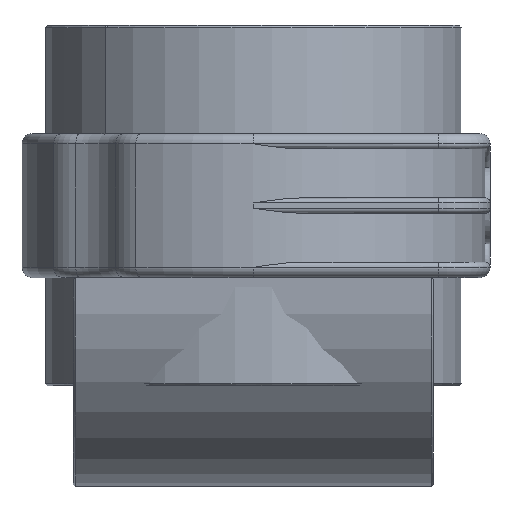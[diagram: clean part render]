
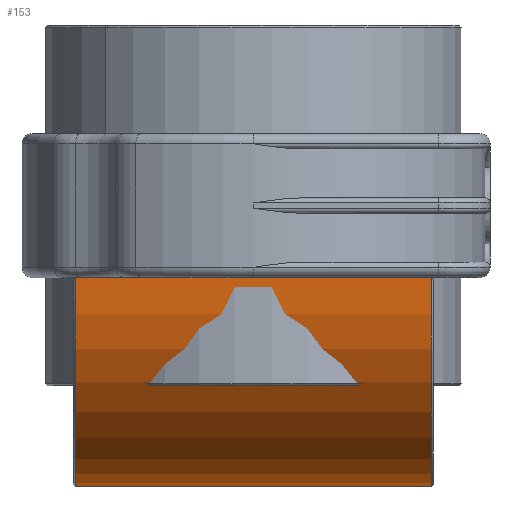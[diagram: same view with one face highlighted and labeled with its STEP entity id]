
A CAD part, left-side view. The second image highlights one B-rep face of the part: STEP entity #153.
In plain terms, the highlighted cylindrical face has radius 20.3 mm (diameter 40.6 mm), a partial arc.
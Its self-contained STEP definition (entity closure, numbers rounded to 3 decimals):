
#153 = ADVANCED_FACE( '', ( #383 ), #384, .T. );
#383 = FACE_OUTER_BOUND( '', #695, .T. );
#384 = CYLINDRICAL_SURFACE( '', #696, 20.3 );
#695 = EDGE_LOOP( '', ( #1058, #1059, #1060, #1061 ) );
#696 = AXIS2_PLACEMENT_3D( '', #1062, #1063, #1064 );
#1058 = ORIENTED_EDGE( '', *, *, #1874, .T. );
#1059 = ORIENTED_EDGE( '', *, *, #1875, .T. );
#1060 = ORIENTED_EDGE( '', *, *, #1876, .F. );
#1061 = ORIENTED_EDGE( '', *, *, #1877, .T. );
#1062 = CARTESIAN_POINT( '', ( 0., -17.5, 0. ) );
#1063 = DIRECTION( '', ( 0., -1., 0. ) );
#1064 = DIRECTION( '', ( 0., 0., 1. ) );
#1874 = EDGE_CURVE( '', #2243, #2244, #2245, .T. );
#1875 = EDGE_CURVE( '', #2244, #2246, #2247, .F. );
#1876 = EDGE_CURVE( '', #2248, #2246, #2249, .T. );
#1877 = EDGE_CURVE( '', #2248, #2243, #2250, .T. );
#2243 = VERTEX_POINT( '', #2733 );
#2244 = VERTEX_POINT( '', #2734 );
#2245 = LINE( '', #2735, #2736 );
#2246 = VERTEX_POINT( '', #2737 );
#2247 = CIRCLE( '', #2738, 20.3 );
#2248 = VERTEX_POINT( '', #2739 );
#2249 = LINE( '', #2740, #2741 );
#2250 = CIRCLE( '', #2742, 20.3 );
#2733 = CARTESIAN_POINT( '', ( -20.3, -17.3, 0. ) );
#2734 = CARTESIAN_POINT( '', ( -20.3, 17.3, 0. ) );
#2735 = CARTESIAN_POINT( '', ( -20.3, -17.5, 0. ) );
#2736 = VECTOR( '', #3361, 1000. );
#2737 = CARTESIAN_POINT( '', ( 20.3, 17.3, 0. ) );
#2738 = AXIS2_PLACEMENT_3D( '', #3362, #3363, #3364 );
#2739 = CARTESIAN_POINT( '', ( 20.3, -17.3, 0. ) );
#2740 = CARTESIAN_POINT( '', ( 20.3, -17.5, 0. ) );
#2741 = VECTOR( '', #3365, 1000. );
#2742 = AXIS2_PLACEMENT_3D( '', #3366, #3367, #3368 );
#3361 = DIRECTION( '', ( 0., 1., 0. ) );
#3362 = CARTESIAN_POINT( '', ( 0., 17.3, 0. ) );
#3363 = DIRECTION( '', ( 0., 1., 0. ) );
#3364 = DIRECTION( '', ( 0., 0., 1. ) );
#3365 = DIRECTION( '', ( 0., 1., 0. ) );
#3366 = CARTESIAN_POINT( '', ( 0., -17.3, 0. ) );
#3367 = DIRECTION( '', ( 0., 1., 0. ) );
#3368 = DIRECTION( '', ( 0., 0., 1. ) );
